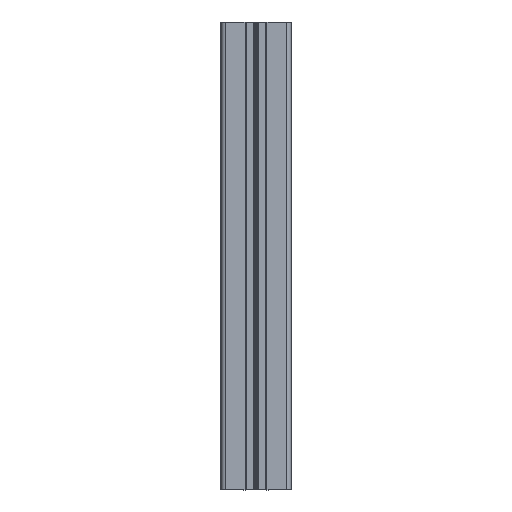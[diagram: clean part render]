
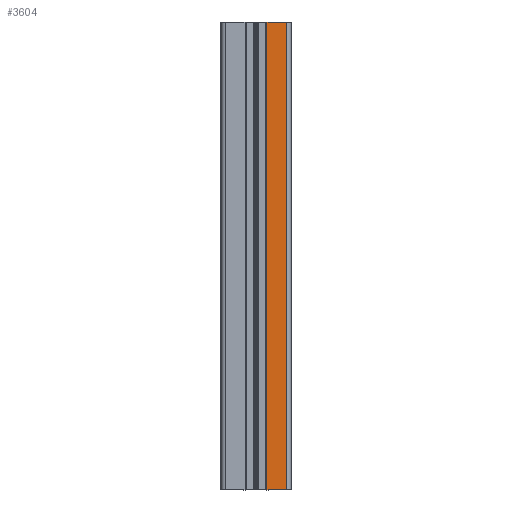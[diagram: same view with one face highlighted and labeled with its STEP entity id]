
A CAD part, top view. The second image highlights one B-rep face of the part: STEP entity #3604.
In plain terms, the highlighted planar face has unit normal (0, 0, 1).
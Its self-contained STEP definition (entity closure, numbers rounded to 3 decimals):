
#55=PLANE('',#3850);
#182=FACE_OUTER_BOUND('',#368,.T.);
#368=EDGE_LOOP('',(#2589,#2590,#2591,#2592));
#629=LINE('',#5568,#1005);
#630=LINE('',#5572,#1006);
#631=LINE('',#5574,#1007);
#632=LINE('',#5575,#1008);
#1005=VECTOR('',#4453,200.);
#1006=VECTOR('',#4458,8.3);
#1007=VECTOR('',#4459,200.);
#1008=VECTOR('',#4460,8.3);
#1561=VERTEX_POINT('',#5565);
#1562=VERTEX_POINT('',#5567);
#1563=VERTEX_POINT('',#5571);
#1564=VERTEX_POINT('',#5573);
#1982=EDGE_CURVE('',#1561,#1562,#629,.T.);
#1984=EDGE_CURVE('',#1561,#1563,#630,.T.);
#1985=EDGE_CURVE('',#1563,#1564,#631,.T.);
#1986=EDGE_CURVE('',#1562,#1564,#632,.T.);
#2589=ORIENTED_EDGE('',*,*,#1984,.T.);
#2590=ORIENTED_EDGE('',*,*,#1985,.T.);
#2591=ORIENTED_EDGE('',*,*,#1986,.F.);
#2592=ORIENTED_EDGE('',*,*,#1982,.F.);
#3604=ADVANCED_FACE('',(#182),#55,.T.);
#3850=AXIS2_PLACEMENT_3D('',#5570,#4456,#4457);
#4453=DIRECTION('',(0.,-1.,0.));
#4456=DIRECTION('center_axis',(0.,0.,1.));
#4457=DIRECTION('ref_axis',(1.,0.,0.));
#4458=DIRECTION('',(-1.,0.,0.));
#4459=DIRECTION('',(0.,-1.,0.));
#4460=DIRECTION('',(-1.,0.,0.));
#5565=CARTESIAN_POINT('',(13.,200.,15.));
#5567=CARTESIAN_POINT('',(13.,0.,15.));
#5568=CARTESIAN_POINT('',(13.,0.,15.));
#5570=CARTESIAN_POINT('Origin',(4.7,0.,15.));
#5571=CARTESIAN_POINT('',(4.7,200.,15.));
#5572=CARTESIAN_POINT('',(2.35,200.,15.));
#5573=CARTESIAN_POINT('',(4.7,0.,15.));
#5574=CARTESIAN_POINT('',(4.7,0.,15.));
#5575=CARTESIAN_POINT('',(2.35,0.,15.));
